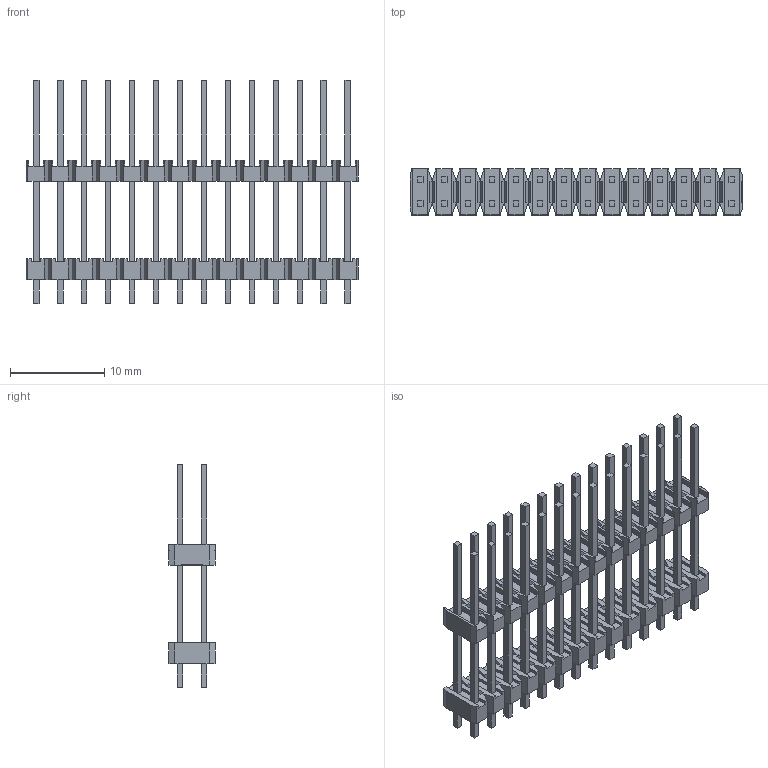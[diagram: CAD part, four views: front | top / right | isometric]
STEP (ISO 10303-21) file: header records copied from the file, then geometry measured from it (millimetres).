
FILE_DESCRIPTION((''),'2;1');
FILE_NAME('C-6-146494-4','2014-09-25T',('workeradm'),('Tyco Electronics Ltd.'),'PRO/ENGINEER BY PARAMETRIC TECHNOLOGY CORPORATION, 2014090','PRO/ENGINEER BY PARAMETRIC TECHNOLOGY CORPORATION, 2014090','');
FILE_SCHEMA(('AUTOMOTIVE_DESIGN { 1 0 10303 214 1 1 1 1 }'));
Length unit declared in the file: inch
Products named in the file (1): C-6-146494-4
Bounding box: 35.15 x 4.88 x 23.62 mm (x, y, z)
Volume: 818.5 mm3; surface area: 2731 mm2
Topology: 1 solids, 1 shells, 912 faces, 2400 edges, 1600 vertices
Faces by surface type: plane 912
Entity records: 27813 total; most frequent: CARTESIAN_POINT 4914, ORIENTED_EDGE 4800, DIRECTION 4224, VECTOR 2400, LINE 2400, EDGE_CURVE 2400, VERTEX_POINT 1600, EDGE_LOOP 1076
